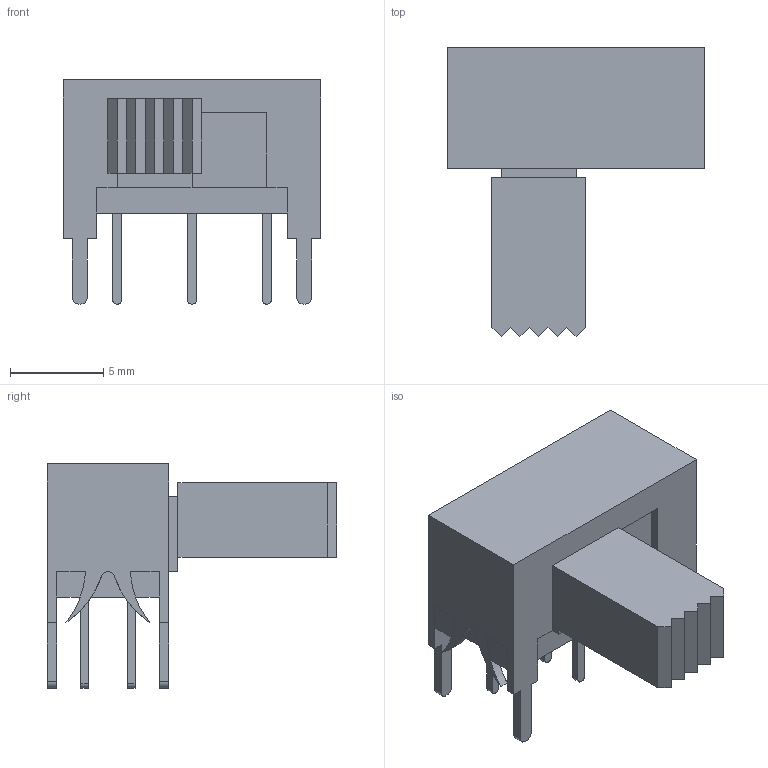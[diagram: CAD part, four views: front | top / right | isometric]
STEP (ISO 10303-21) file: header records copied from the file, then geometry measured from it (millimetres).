
FILE_DESCRIPTION(('FreeCAD Model'),'2;1');
FILE_NAME('SW_E-Switch_EG2219_DPDT_Angled.step','2018-03-16T20:53:40',('kicad StepUp'),('ksu MCAD'), 'Open CASCADE STEP processor 6.8','FreeCAD','Unknown');
FILE_SCHEMA(('AUTOMOTIVE_DESIGN_CC2 { 1 2 10303 214 -1 1 5 4 }'));
Length unit declared in the file: millimetre
Products named in the file (1): SW_E-Switch_EG2219_DPDT_Angled
Bounding box: 13.8 x 15.5 x 12 mm (x, y, z)
Volume: 819.8 mm3; surface area: 777.2 mm2
Topology: 1 solids, 1 shells, 130 faces, 360 edges, 238 vertices
Faces by surface type: plane 100, cylinder 30
Entity records: 2769 total; most frequent: ORIENTED_EDGE 555, CARTESIAN_POINT 389, EDGE_CURVE 360, LINE 246, VERTEX_POINT 238, AXIS2_PLACEMENT_3D 169, FACE_BOUND 136, EDGE_LOOP 136
